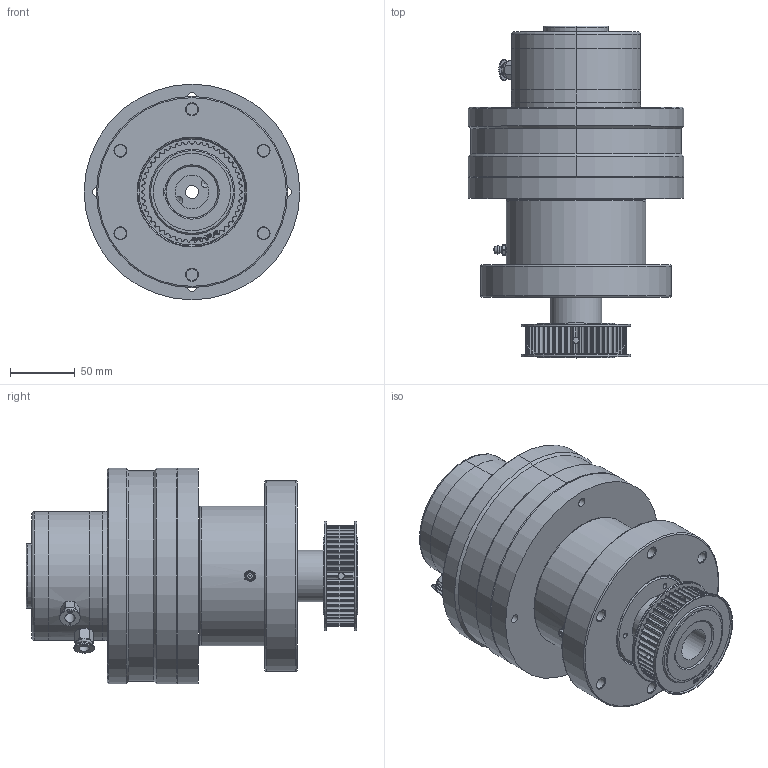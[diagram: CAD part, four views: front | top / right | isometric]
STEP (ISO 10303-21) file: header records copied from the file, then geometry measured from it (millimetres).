
FILE_DESCRIPTION (( 'STEP AP214' ), '1' );
FILE_NAME ('DRS-25Y+JAC-25E.STEP', '2024-09-05T01:43:46', ( '' ), ( '' ), 'SwSTEP 2.0', 'SolidWorks 2023', '' );
FILE_SCHEMA (( 'AUTOMOTIVE_DESIGN' ));
Length unit declared in the file: millimetre
Products named in the file (6): DRS-25Y 法兰（JAC-25E）_示意; DRS-25Y+JAC-25E; JAC-25E; JAC-25E 转接螺帽; DRS-25Y; 5M-50Y-=N40
Assembly tree (5 placements, depth 2):
  DRS-25Y+JAC-25E
    DRS-25Y
    DRS-25Y 法兰（JAC-25E）_示意
    JAC-25E
    JAC-25E 转接螺帽
    5M-50Y-=N40
Bounding box: 167 x 257 x 167 mm (x, y, z)
Volume: 2831654.8 mm3; surface area: 321945.2 mm2
Topology: 10 solids, 10 shells, 950 faces, 2419 edges, 1552 vertices
Faces by surface type: cylinder 426, plane 360, cone 66, bspline 63, torus 34, sphere 1
Full cylindrical faces by diameter (mm): 4.2 x3, 5 x5, 5.5 x1, 6 x2, 6.8 x4, 9 x6, 10.2 x1, 15 x6, 26 x1, 34 x16, 40 x2, 42 x2, 60 x2, 74 x2, 75 x1, 85 x2, 108 x1, 130 x1, 148 x1, 167 x1
Entity records: 47467 total; most frequent: CARTESIAN_POINT 18957, DIRECTION 4555, ORIENTED_EDGE 4494, EDGE_CURVE 2247, AXIS2_PLACEMENT_3D 1718, VERTEX_POINT 1497, EDGE_LOOP 1154, LINE 1119
